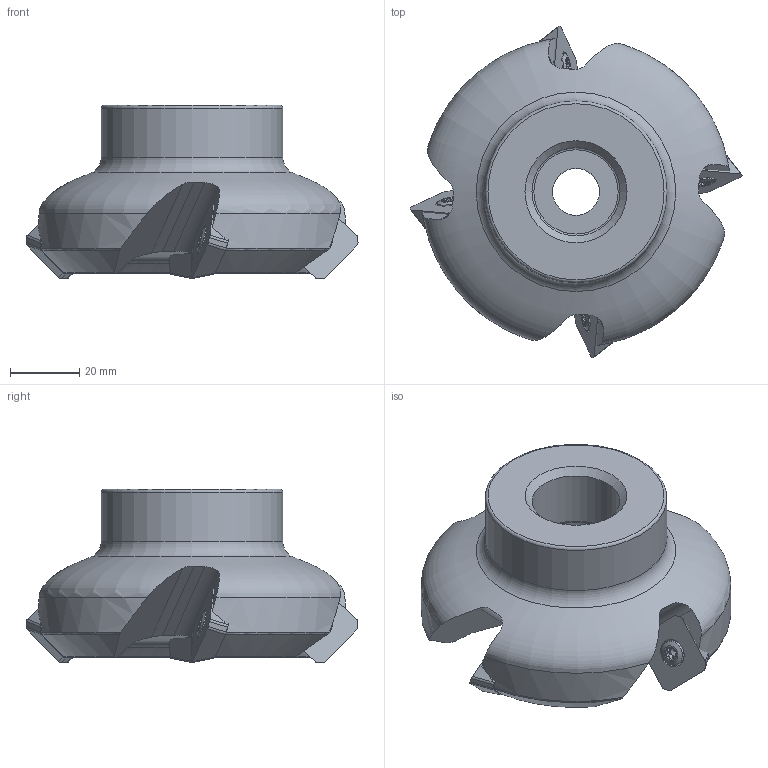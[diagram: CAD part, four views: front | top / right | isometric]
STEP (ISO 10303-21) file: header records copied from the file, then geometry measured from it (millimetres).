
FILE_DESCRIPTION(/* description */ (''),/* implementation_level */ '2;1');
FILE_NAME(/* name */ 'TOOLASSEMBLY_1.STP',/* time_stamp */ '2022-12-22T10:53:55+01:00',/* author */ (''),/* organization */ ('SMS'),/* preprocessor_version */ 'ST-DEVELOPER v16.7',/* originating_system */ 'SIEMENS PLM Software NX 12.0',/* authorisation */ '');
FILE_SCHEMA (('AUTOMOTIVE_DESIGN { 1 0 10303 214 3 1 1 1 }'));
Length unit declared in the file: millimetre
Products named in the file (4): ASSEMBLY_CONSTRUCTION; CUT_20221222105237; NOCUT_20221222105229; TOOLASSEMBLY_1
Assembly tree (6 placements, depth 2):
  TOOLASSEMBLY_1
    NOCUT_20221222105229
    CUT_20221222105237  x4
    ASSEMBLY_CONSTRUCTION
Bounding box: 95.72 x 95.72 x 50.01 mm (x, y, z)
Volume: 139710.9 mm3; surface area: 27441.5 mm2
Topology: 5 solids, 5 shells, 374 faces, 972 edges, 631 vertices
Faces by surface type: plane 119, cylinder 109, cone 54, torus 38, extrusion 32, bspline 16, sphere 4, revolution 2
Full cylindrical faces by diameter (mm): 4.5 x4, 5.7 x4, 7.2 x4, 8.103 x4, 13.5 x1, 21 x1, 25.41 x1, 25.9 x1, 52.386 x1
Entity records: 9693 total; most frequent: CARTESIAN_POINT 3431, ORIENTED_EDGE 1246, DIRECTION 1242, EDGE_CURVE 623, AXIS2_PLACEMENT_3D 534, VERTEX_POINT 419, EDGE_LOOP 330, ADVANCED_FACE 269
